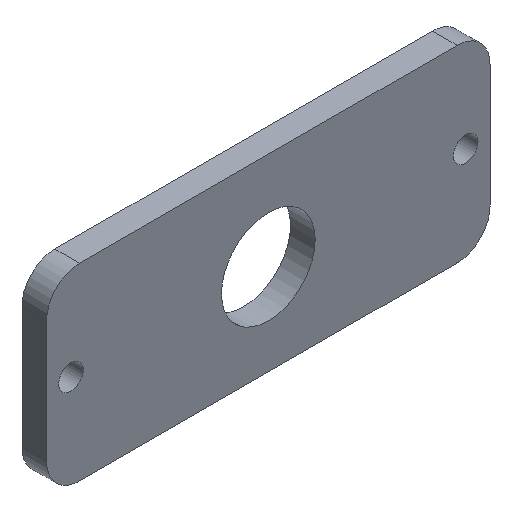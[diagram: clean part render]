
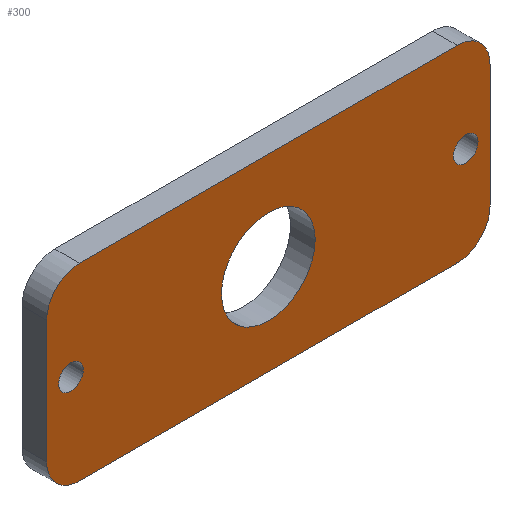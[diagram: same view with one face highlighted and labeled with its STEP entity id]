
A CAD part, isometric view. The second image highlights one B-rep face of the part: STEP entity #300.
In plain terms, the highlighted planar face has unit normal (0, -1, 0).
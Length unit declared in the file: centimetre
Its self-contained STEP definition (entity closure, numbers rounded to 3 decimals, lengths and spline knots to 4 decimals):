
#134=VERTEX_POINT('',#694);
#135=VERTEX_POINT('',#696);
#137=VERTEX_POINT('',#702);
#139=VERTEX_POINT('',#708);
#141=VERTEX_POINT('',#714);
#143=VERTEX_POINT('',#720);
#145=VERTEX_POINT('',#726);
#147=VERTEX_POINT('',#732);
#149=VERTEX_POINT('',#741);
#151=VERTEX_POINT('',#746);
#153=VERTEX_POINT('',#751);
#156=EDGE_CURVE('',#134,#135,#374,.T.);
#160=EDGE_CURVE('',#137,#134,#432,.T.);
#163=EDGE_CURVE('',#139,#137,#376,.T.);
#166=EDGE_CURVE('',#141,#139,#436,.T.);
#169=EDGE_CURVE('',#143,#141,#378,.T.);
#172=EDGE_CURVE('',#145,#143,#440,.T.);
#175=EDGE_CURVE('',#147,#145,#380,.T.);
#177=EDGE_CURVE('',#135,#147,#443,.T.);
#179=EDGE_CURVE('',#149,#149,#382,.T.);
#181=EDGE_CURVE('',#151,#151,#384,.T.);
#183=EDGE_CURVE('',#153,#153,#386,.T.);
#233=ORIENTED_EDGE('',*,*,#183,.T.);
#234=ORIENTED_EDGE('',*,*,#181,.T.);
#235=ORIENTED_EDGE('',*,*,#179,.T.);
#236=ORIENTED_EDGE('',*,*,#177,.F.);
#237=ORIENTED_EDGE('',*,*,#156,.F.);
#238=ORIENTED_EDGE('',*,*,#160,.F.);
#239=ORIENTED_EDGE('',*,*,#163,.F.);
#240=ORIENTED_EDGE('',*,*,#166,.F.);
#241=ORIENTED_EDGE('',*,*,#169,.F.);
#242=ORIENTED_EDGE('',*,*,#172,.F.);
#243=ORIENTED_EDGE('',*,*,#175,.F.);
#262=EDGE_LOOP('',(#233));
#263=EDGE_LOOP('',(#234));
#264=EDGE_LOOP('',(#235));
#265=EDGE_LOOP('',(#236,#237,#238,#239,#240,#241,#242,#243));
#284=FACE_BOUND('',#262,.T.);
#285=FACE_BOUND('',#263,.T.);
#286=FACE_BOUND('',#264,.T.);
#287=FACE_BOUND('',#265,.T.);
#300=ADVANCED_FACE('',(#284,#285,#286,#287),#592,.F.);
#374=CIRCLE('',#528,0.4);
#376=CIRCLE('',#532,0.4);
#378=CIRCLE('',#536,0.4);
#380=CIRCLE('',#540,0.4);
#382=CIRCLE('',#544,0.15);
#384=CIRCLE('',#547,0.15);
#386=CIRCLE('',#550,0.57);
#432=LINE('',#703,#570);
#436=LINE('',#715,#574);
#440=LINE('',#727,#578);
#443=LINE('',#736,#581);
#528=AXIS2_PLACEMENT_3D('',#695,#779,#780);
#532=AXIS2_PLACEMENT_3D('',#709,#791,#792);
#536=AXIS2_PLACEMENT_3D('',#721,#802,#803);
#540=AXIS2_PLACEMENT_3D('',#733,#813,#814);
#544=AXIS2_PLACEMENT_3D('',#740,#822,#823);
#547=AXIS2_PLACEMENT_3D('',#745,#828,#829);
#550=AXIS2_PLACEMENT_3D('',#750,#834,#835);
#552=AXIS2_PLACEMENT_3D('',#753,#837,$);
#570=VECTOR('',#785,1.);
#574=VECTOR('',#796,1.);
#578=VECTOR('',#807,1.);
#581=VECTOR('',#817,1.);
#592=PLANE('',#552);
#694=CARTESIAN_POINT('',(5.393,0.,-1.893));
#695=CARTESIAN_POINT('',(4.993,0.,-1.893));
#696=CARTESIAN_POINT('',(4.993,0.,-2.293));
#702=CARTESIAN_POINT('',(5.393,0.,-0.4));
#703=CARTESIAN_POINT('',(5.393,0.,-0.4));
#708=CARTESIAN_POINT('',(4.993,0.,0.));
#709=CARTESIAN_POINT('',(4.993,0.,-0.4));
#714=CARTESIAN_POINT('',(0.4,0.,0.));
#715=CARTESIAN_POINT('',(0.4,0.,0.));
#720=CARTESIAN_POINT('',(0.,0.,-0.4));
#721=CARTESIAN_POINT('',(0.4,0.,-0.4));
#726=CARTESIAN_POINT('',(0.,0.,-1.893));
#727=CARTESIAN_POINT('',(0.,0.,-1.893));
#732=CARTESIAN_POINT('',(0.4,0.,-2.293));
#733=CARTESIAN_POINT('',(0.4,0.,-1.893));
#736=CARTESIAN_POINT('',(4.993,0.,-2.293));
#740=CARTESIAN_POINT('',(5.098,0.,-1.145));
#741=CARTESIAN_POINT('',(5.248,0.,-1.145));
#745=CARTESIAN_POINT('',(0.295,0.,-1.145));
#746=CARTESIAN_POINT('',(0.445,0.,-1.145));
#750=CARTESIAN_POINT('',(2.6965,0.,-1.185));
#751=CARTESIAN_POINT('',(3.2665,0.,-1.185));
#753=CARTESIAN_POINT('',(2.6965,0.,-1.1465));
#779=DIRECTION('',(0.,1.,0.));
#780=DIRECTION('',(0.4,0.,0.));
#785=DIRECTION('',(0.,0.,-1.));
#791=DIRECTION('',(0.,1.,0.));
#792=DIRECTION('',(0.4,0.,0.));
#796=DIRECTION('',(1.,0.,0.));
#802=DIRECTION('',(0.,1.,0.));
#803=DIRECTION('',(0.4,0.,0.));
#807=DIRECTION('',(0.,0.,1.));
#813=DIRECTION('',(0.,1.,0.));
#814=DIRECTION('',(0.4,0.,0.));
#817=DIRECTION('',(-1.,0.,0.));
#822=DIRECTION('',(0.,1.,0.));
#823=DIRECTION('',(0.15,0.,0.));
#828=DIRECTION('',(0.,1.,0.));
#829=DIRECTION('',(0.15,0.,0.));
#834=DIRECTION('',(0.,1.,0.));
#835=DIRECTION('',(0.57,0.,0.));
#837=DIRECTION('',(0.,1.,0.));
